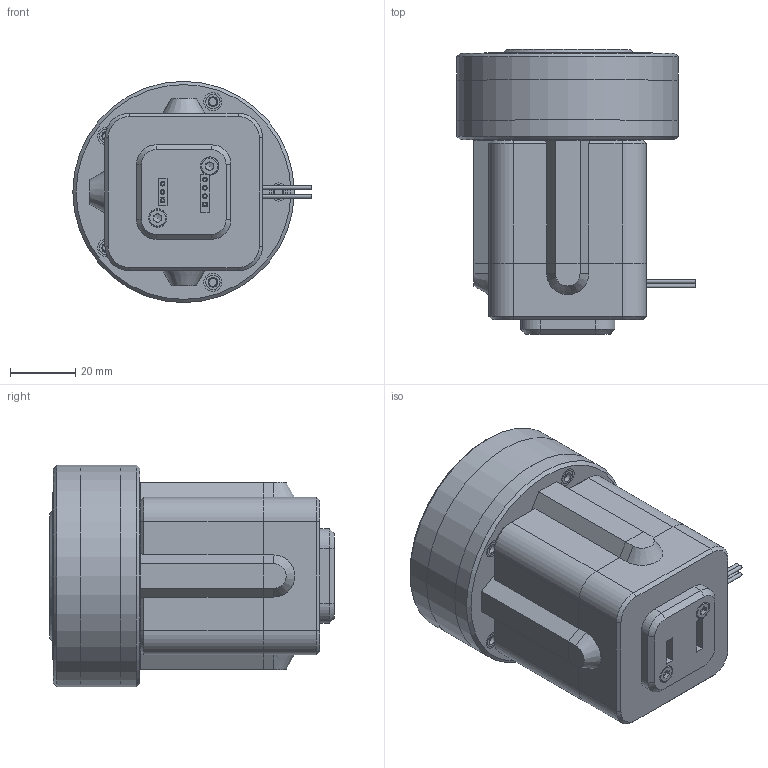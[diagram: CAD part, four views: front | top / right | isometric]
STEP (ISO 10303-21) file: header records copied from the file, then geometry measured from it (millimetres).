
FILE_DESCRIPTION(/* description */ ('STEP AP242','CAx-IF Rec.Pracs.---Representation and Presentation of Product Manufacturing Information (PMI)---4.0---2014-10-13','CAx-IF Rec.Pracs.---3D Tessellated Geometry---0.4---2014-09-14','2;1'),/* implementation_level */ '2;1');
FILE_NAME(/* name */ '67b75e79bedbba281c0ebef5',/* time_stamp */ '2025-02-20T16:55:22Z',/* author */ (''),/* organization */ (''),/* preprocessor_version */ 'ST-DEVELOPER v20',/* originating_system */ 'ONSHAPE BY PTC INC, 1.193',/* authorisation */ ' ');
FILE_SCHEMA (('AP242_MANAGED_MODEL_BASED_3D_ENGINEERING_MIM_LF { 1 0 10303 442 1 1 4 }'));
Length unit declared in the file: metre
Products named in the file (49): Actuator Module; Actuator_Housing_Shroud; AS5600; Sensor Magnet; 17HS19-2004S1; Actuator_Housing_Sensor_Cap; Hex socket head cap screw M3x0.50 x 6; Hex socket head cap screw M3x0.50 x 45 x 18; Actuator_Housing_Sensor_Mount; M3 Heat Set Insert; Hex nut grade A & B M3x0.5; Rolling Element Cycloid Gearbox <1>; Rolling Element; Wave Generator; Gearbox Lid; Separator (Output Shaft); M5 Heat Set Insert; Gearbox Base; Eccentric Cam (Input shaft); Hex socket head cap screw M3x0.50 x 22 x 18; Cup point hex socket set screw M3x0.5 x 6; Body (Inner Cycloid Ring Gear); 4668K271_Permanently Lubricated Stainless Steel Ball Bearing; 6704ZZ; Square thin nut grade B M3x0.5
Assembly tree (75 placements, depth 3):
  Actuator Module
    Actuator_Housing_Shroud
    AS5600
    Sensor Magnet
    17HS19-2004S1
    Actuator_Housing_Sensor_Cap
    Hex socket head cap screw M3x0.50 x 6  x2
    Hex socket head cap screw M3x0.50 x 45 x 18  x3
    Actuator_Housing_Sensor_Mount
    M3 Heat Set Insert  x3
    Hex nut grade A & B M3x0.5  x2
    Rolling Element Cycloid Gearbox <1>
      Rolling Element  x9
      Wave Generator
      Gearbox Lid
      M3 Heat Set Insert  x5
      Separator (Output Shaft)
      M5 Heat Set Insert  x5
      Gearbox Base
      Eccentric Cam (Input shaft)
      Hex socket head cap screw M3x0.50 x 22 x 18  x5
      Cup point hex socket set screw M3x0.5 x 6
      Body (Inner Cycloid Ring Gear)
      4668K271_Permanently Lubricated Stainless Steel Ball Bearing
      4668K271_Permanently Lubricated Stainless Steel Ball Bearing
      4668K271_Permanently Lubricated Stainless Steel Ball Bearing
      4668K271_Permanently Lubricated Stainless Steel Ball Bearing
      4668K271_Permanently Lubricated Stainless Steel Ball Bearing
      4668K271_Permanently Lubricated Stainless Steel Ball Bearing
      4668K271_Permanently Lubricated Stainless Steel Ball Bearing
      4668K271_Permanently Lubricated Stainless Steel Ball Bearing
      4668K271_Permanently Lubricated Stainless Steel Ball Bearing
      4668K271_Permanently Lubricated Stainless Steel Ball Bearing
      4668K271_Permanently Lubricated Stainless Steel Ball Bearing
      4668K271_Permanently Lubricated Stainless Steel Ball Bearing
      4668K271_Permanently Lubricated Stainless Steel Ball Bearing
      4668K271_Permanently Lubricated Stainless Steel Ball Bearing
      4668K271_Permanently Lubricated Stainless Steel Ball Bearing
      4668K271_Permanently Lubricated Stainless Steel Ball Bearing
      4668K271_Permanently Lubricated Stainless Steel Ball Bearing
      4668K271_Permanently Lubricated Stainless Steel Ball Bearing
      4668K271_Permanently Lubricated Stainless Steel Ball Bearing
      4668K271_Permanently Lubricated Stainless Steel Ball Bearing
      4668K271_Permanently Lubricated Stainless Steel Ball Bearing
      4668K271_Permanently Lubricated Stainless Steel Ball Bearing
      4668K271_Permanently Lubricated Stainless Steel Ball Bearing
      4668K271_Permanently Lubricated Stainless Steel Ball Bearing
      4668K271_Permanently Lubricated Stainless Steel Ball Bearing
      6704ZZ
      Square thin nut grade B M3x0.5
Bounding box: 73.21 x 87.55 x 68 mm (x, y, z)
Volume: 210898.2 mm3; surface area: 97624.9 mm2
Topology: 74 solids, 74 shells, 4039 faces, 9912 edges, 6087 vertices
Faces by surface type: plane 1590, bspline 1249, cylinder 966, cone 133, torus 66, sphere 35
Full cylindrical faces by diameter (mm): 0.5 x1, 1 x7, 1.006 x2, 1.158 x4, 1.4 x10, 2.459 x3, 2.5 x4, 3 x27, 3.15 x9, 3.2 x20, 3.3 x2, 3.4 x5, 3.5 x4, 3.6 x3, 4 x1, 4.4 x8, 4.6 x4, 4.697 x8, 5 x7, 5.05 x8, 5.5 x10, 5.56 x8, 5.6 x7, 5.65 x1, 6 x4, 6.5 x8, 6.85 x9, 7 x2, 7.161 x5, 7.7 x5
Entity records: 51202 total; most frequent: CARTESIAN_POINT 11462, DIRECTION 7227, ORIENTED_EDGE 7222, EDGE_CURVE 3611, AXIS2_PLACEMENT_3D 2582, VERTEX_POINT 2427, FACE_BOUND 2074, LINE 2063
